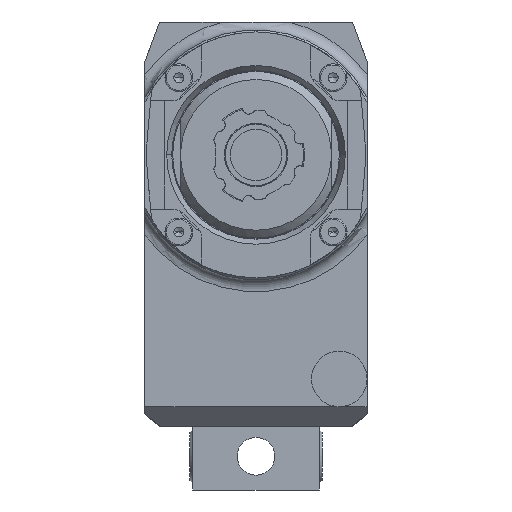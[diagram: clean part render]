
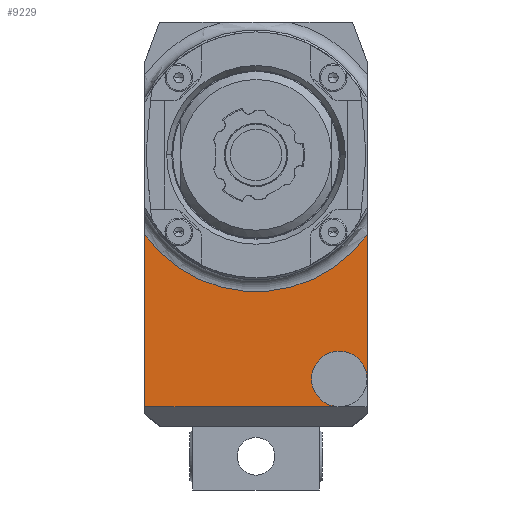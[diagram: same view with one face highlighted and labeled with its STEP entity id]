
A CAD part, left-side view. The second image highlights one B-rep face of the part: STEP entity #9229.
In plain terms, the highlighted planar face has unit normal (-1, 0, 0).
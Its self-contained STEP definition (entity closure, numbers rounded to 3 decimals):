
#319=DIRECTION('',(0.,0.,-1.));
#320=VECTOR('',#319,36.344);
#321=CARTESIAN_POINT('',(-74.5,-28.,15.844));
#322=LINE('',#321,#320);
#344=CARTESIAN_POINT('',(-74.5,-28.,15.844));
#553=CARTESIAN_POINT('',(-74.5,-21.,-20.5));
#554=DIRECTION('',(1.,0.,0.));
#555=DIRECTION('',(0.,0.,-1.));
#556=AXIS2_PLACEMENT_3D('',#553,#554,#555);
#558=DIRECTION('',(0.,1.,0.));
#559=VECTOR('',#558,49.);
#560=CARTESIAN_POINT('',(-74.5,-21.,-27.5));
#561=LINE('',#560,#559);
#562=CARTESIAN_POINT('',(-74.5,-21.,-20.5));
#563=DIRECTION('',(1.,0.,0.));
#564=DIRECTION('',(0.,0.,1.));
#565=AXIS2_PLACEMENT_3D('',#562,#563,#564);
#649=CARTESIAN_POINT('',(-74.5,28.,15.844));
#672=DIRECTION('',(0.,0.,1.));
#673=VECTOR('',#672,43.344);
#674=CARTESIAN_POINT('',(-74.5,28.,-27.5));
#675=LINE('',#674,#673);
#979=CARTESIAN_POINT('',(-74.5,0.,36.));
#980=DIRECTION('',(1.,0.,0.));
#981=DIRECTION('',(0.,-0.812,-0.584));
#982=AXIS2_PLACEMENT_3D('',#979,#980,#981);
#7902=VERTEX_POINT('',#344);
#7903=VERTEX_POINT('',#649);
#7929=CARTESIAN_POINT('',(-74.5,28.,-27.5));
#7930=VERTEX_POINT('',#7929);
#8543=CARTESIAN_POINT('',(-74.5,-21.,-27.5));
#8544=CARTESIAN_POINT('',(-74.5,-21.,-13.5));
#8545=VERTEX_POINT('',#8543);
#8546=VERTEX_POINT('',#8544);
#8547=CARTESIAN_POINT('',(-74.5,-28.,-20.5));
#8548=VERTEX_POINT('',#8547);
#9211=CARTESIAN_POINT('',(-74.5,0.,36.));
#9212=DIRECTION('',(1.,0.,0.));
#9213=DIRECTION('',(0.,0.,-1.));
#9214=AXIS2_PLACEMENT_3D('',#9211,#9212,#9213);
#9215=PLANE('',#9214);
#9217=ORIENTED_EDGE('',*,*,#9216,.F.);
#9219=ORIENTED_EDGE('',*,*,#9218,.T.);
#9221=ORIENTED_EDGE('',*,*,#9220,.T.);
#9223=ORIENTED_EDGE('',*,*,#9222,.F.);
#9224=ORIENTED_EDGE('',*,*,#9101,.T.);
#9226=ORIENTED_EDGE('',*,*,#9225,.F.);
#9227=EDGE_LOOP('',(#9217,#9219,#9221,#9223,#9224,#9226));
#9228=FACE_OUTER_BOUND('',#9227,.F.);
#9229=ADVANCED_FACE('',(#9228),#9215,.F.);
#557=CIRCLE('',#556,7.);
#566=CIRCLE('',#565,7.);
#983=CIRCLE('',#982,34.5);
#9101=EDGE_CURVE('',#7902,#8548,#322,.T.);
#9216=EDGE_CURVE('',#8545,#8546,#557,.T.);
#9218=EDGE_CURVE('',#8545,#7930,#561,.T.);
#9220=EDGE_CURVE('',#7930,#7903,#675,.T.);
#9222=EDGE_CURVE('',#7902,#7903,#983,.T.);
#9225=EDGE_CURVE('',#8546,#8548,#566,.T.);
